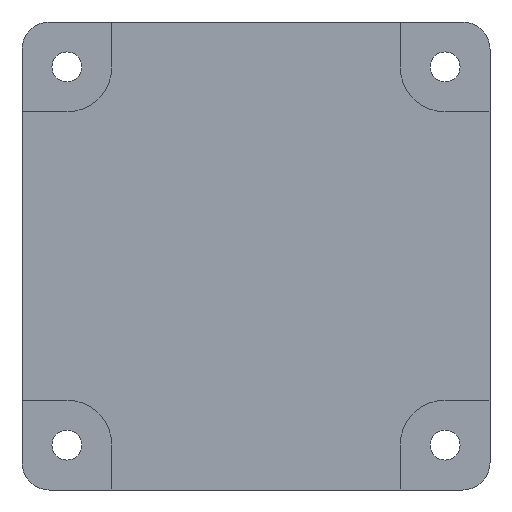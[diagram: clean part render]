
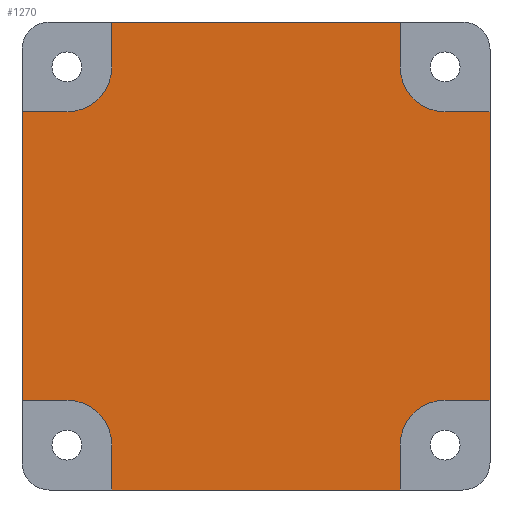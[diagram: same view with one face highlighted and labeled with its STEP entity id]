
A CAD part, front view. The second image highlights one B-rep face of the part: STEP entity #1270.
In plain terms, the highlighted planar face has unit normal (0, -1, 0).
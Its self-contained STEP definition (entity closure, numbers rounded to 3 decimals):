
#347=DIRECTION('',(0.,0.,-1.));
#348=VECTOR('',#347,8.25);
#349=CARTESIAN_POINT('',(-26.5,-116.5,-34.75));
#350=LINE('',#349,#348);
#351=CARTESIAN_POINT('',(-34.75,-116.5,-34.75));
#352=DIRECTION('',(0.,1.,0.));
#353=DIRECTION('',(0.,0.,1.));
#354=AXIS2_PLACEMENT_3D('',#351,#352,#353);
#356=DIRECTION('',(1.,0.,0.));
#357=VECTOR('',#356,8.25);
#358=CARTESIAN_POINT('',(-43.,-116.5,-26.5));
#359=LINE('',#358,#357);
#360=DIRECTION('',(0.,0.,-1.));
#361=VECTOR('',#360,53.);
#362=CARTESIAN_POINT('',(-43.,-116.5,26.5));
#363=LINE('',#362,#361);
#364=DIRECTION('',(-1.,0.,0.));
#365=VECTOR('',#364,8.25);
#366=CARTESIAN_POINT('',(-34.75,-116.5,26.5));
#367=LINE('',#366,#365);
#368=CARTESIAN_POINT('',(-34.75,-116.5,34.75));
#369=DIRECTION('',(0.,1.,0.));
#370=DIRECTION('',(1.,0.,0.));
#371=AXIS2_PLACEMENT_3D('',#368,#369,#370);
#373=DIRECTION('',(0.,0.,-1.));
#374=VECTOR('',#373,8.25);
#375=CARTESIAN_POINT('',(-26.5,-116.5,43.));
#376=LINE('',#375,#374);
#377=DIRECTION('',(-1.,0.,0.));
#378=VECTOR('',#377,53.);
#379=CARTESIAN_POINT('',(26.5,-116.5,43.));
#380=LINE('',#379,#378);
#381=DIRECTION('',(0.,0.,1.));
#382=VECTOR('',#381,8.25);
#383=CARTESIAN_POINT('',(26.5,-116.5,34.75));
#384=LINE('',#383,#382);
#385=CARTESIAN_POINT('',(34.75,-116.5,34.75));
#386=DIRECTION('',(0.,1.,0.));
#387=DIRECTION('',(0.,0.,-1.));
#388=AXIS2_PLACEMENT_3D('',#385,#386,#387);
#390=DIRECTION('',(-1.,0.,0.));
#391=VECTOR('',#390,8.25);
#392=CARTESIAN_POINT('',(43.,-116.5,26.5));
#393=LINE('',#392,#391);
#394=DIRECTION('',(0.,0.,1.));
#395=VECTOR('',#394,53.);
#396=CARTESIAN_POINT('',(43.,-116.5,-26.5));
#397=LINE('',#396,#395);
#398=DIRECTION('',(1.,0.,0.));
#399=VECTOR('',#398,8.25);
#400=CARTESIAN_POINT('',(34.75,-116.5,-26.5));
#401=LINE('',#400,#399);
#402=CARTESIAN_POINT('',(34.75,-116.5,-34.75));
#403=DIRECTION('',(0.,1.,0.));
#404=DIRECTION('',(-1.,0.,0.));
#405=AXIS2_PLACEMENT_3D('',#402,#403,#404);
#407=DIRECTION('',(0.,0.,1.));
#408=VECTOR('',#407,8.25);
#409=CARTESIAN_POINT('',(26.5,-116.5,-43.));
#410=LINE('',#409,#408);
#411=DIRECTION('',(1.,0.,0.));
#412=VECTOR('',#411,53.);
#413=CARTESIAN_POINT('',(-26.5,-116.5,-43.));
#414=LINE('',#413,#412);
#575=CARTESIAN_POINT('',(-26.5,-116.5,-34.75));
#576=CARTESIAN_POINT('',(-26.5,-116.5,-43.));
#577=VERTEX_POINT('',#575);
#578=VERTEX_POINT('',#576);
#579=CARTESIAN_POINT('',(26.5,-116.5,-43.));
#580=VERTEX_POINT('',#579);
#581=CARTESIAN_POINT('',(26.5,-116.5,-34.75));
#582=VERTEX_POINT('',#581);
#583=CARTESIAN_POINT('',(34.75,-116.5,-26.5));
#584=VERTEX_POINT('',#583);
#585=CARTESIAN_POINT('',(43.,-116.5,-26.5));
#586=VERTEX_POINT('',#585);
#587=CARTESIAN_POINT('',(43.,-116.5,26.5));
#588=VERTEX_POINT('',#587);
#589=CARTESIAN_POINT('',(34.75,-116.5,26.5));
#590=VERTEX_POINT('',#589);
#591=CARTESIAN_POINT('',(26.5,-116.5,34.75));
#592=VERTEX_POINT('',#591);
#593=CARTESIAN_POINT('',(26.5,-116.5,43.));
#594=VERTEX_POINT('',#593);
#595=CARTESIAN_POINT('',(-26.5,-116.5,43.));
#596=VERTEX_POINT('',#595);
#597=CARTESIAN_POINT('',(-26.5,-116.5,34.75));
#598=VERTEX_POINT('',#597);
#599=CARTESIAN_POINT('',(-34.75,-116.5,26.5));
#600=VERTEX_POINT('',#599);
#601=CARTESIAN_POINT('',(-43.,-116.5,26.5));
#602=VERTEX_POINT('',#601);
#603=CARTESIAN_POINT('',(-43.,-116.5,-26.5));
#604=VERTEX_POINT('',#603);
#605=CARTESIAN_POINT('',(-34.75,-116.5,-26.5));
#606=VERTEX_POINT('',#605);
#1247=CARTESIAN_POINT('',(0.,-116.5,0.));
#1248=DIRECTION('',(0.,-1.,0.));
#1249=DIRECTION('',(-1.,0.,0.));
#1250=AXIS2_PLACEMENT_3D('',#1247,#1248,#1249);
#1251=PLANE('',#1250);
#1252=ORIENTED_EDGE('',*,*,#1007,.F.);
#1253=ORIENTED_EDGE('',*,*,#1022,.F.);
#1254=ORIENTED_EDGE('',*,*,#1036,.F.);
#1255=ORIENTED_EDGE('',*,*,#1050,.F.);
#1256=ORIENTED_EDGE('',*,*,#1070,.F.);
#1257=ORIENTED_EDGE('',*,*,#1084,.F.);
#1258=ORIENTED_EDGE('',*,*,#1098,.F.);
#1259=ORIENTED_EDGE('',*,*,#1112,.F.);
#1260=ORIENTED_EDGE('',*,*,#1132,.F.);
#1261=ORIENTED_EDGE('',*,*,#1146,.F.);
#1262=ORIENTED_EDGE('',*,*,#1160,.F.);
#1263=ORIENTED_EDGE('',*,*,#1174,.F.);
#1264=ORIENTED_EDGE('',*,*,#1194,.F.);
#1265=ORIENTED_EDGE('',*,*,#1208,.F.);
#1266=ORIENTED_EDGE('',*,*,#1222,.F.);
#1267=ORIENTED_EDGE('',*,*,#1235,.F.);
#1268=EDGE_LOOP('',(#1252,#1253,#1254,#1255,#1256,#1257,#1258,#1259,#1260,#1261,
#1262,#1263,#1264,#1265,#1266,#1267));
#1269=FACE_OUTER_BOUND('',#1268,.F.);
#1270=ADVANCED_FACE('',(#1269),#1251,.T.);
#355=CIRCLE('',#354,8.25);
#372=CIRCLE('',#371,8.25);
#389=CIRCLE('',#388,8.25);
#406=CIRCLE('',#405,8.25);
#1007=EDGE_CURVE('',#577,#578,#350,.T.);
#1022=EDGE_CURVE('',#606,#577,#355,.T.);
#1036=EDGE_CURVE('',#604,#606,#359,.T.);
#1050=EDGE_CURVE('',#602,#604,#363,.T.);
#1070=EDGE_CURVE('',#600,#602,#367,.T.);
#1084=EDGE_CURVE('',#598,#600,#372,.T.);
#1098=EDGE_CURVE('',#596,#598,#376,.T.);
#1112=EDGE_CURVE('',#594,#596,#380,.T.);
#1132=EDGE_CURVE('',#592,#594,#384,.T.);
#1146=EDGE_CURVE('',#590,#592,#389,.T.);
#1160=EDGE_CURVE('',#588,#590,#393,.T.);
#1174=EDGE_CURVE('',#586,#588,#397,.T.);
#1194=EDGE_CURVE('',#584,#586,#401,.T.);
#1208=EDGE_CURVE('',#582,#584,#406,.T.);
#1222=EDGE_CURVE('',#580,#582,#410,.T.);
#1235=EDGE_CURVE('',#578,#580,#414,.T.);
